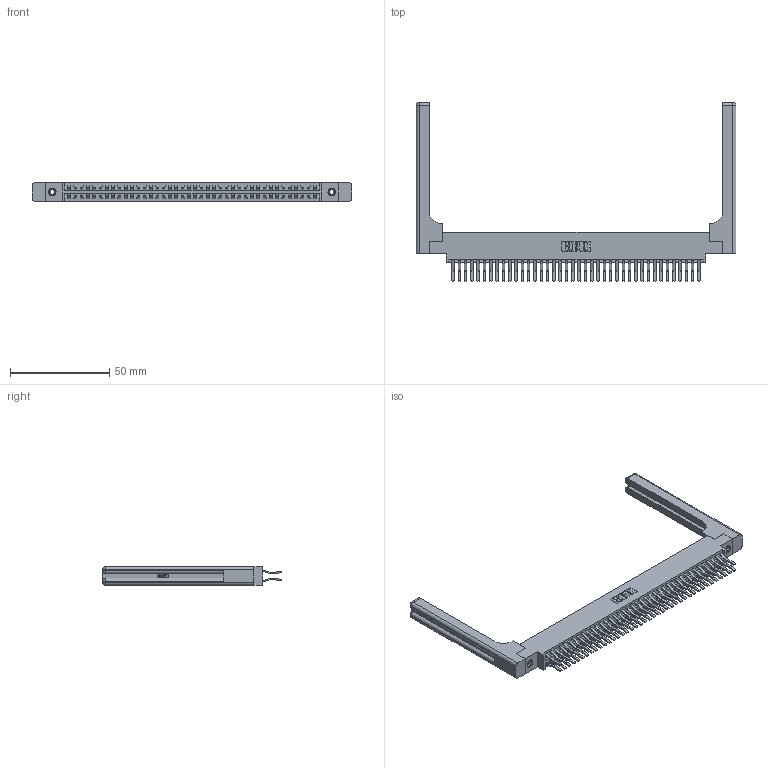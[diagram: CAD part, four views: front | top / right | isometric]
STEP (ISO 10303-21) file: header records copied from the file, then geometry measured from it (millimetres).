
FILE_DESCRIPTION (( 'STEP AP203' ), '1' );
FILE_NAME ('346-080-560-858.STEP', '2022-05-25T16:56:10', ( '' ), ( '' ), 'SwSTEP 2.0', 'SolidWorks 2020', '' );
FILE_SCHEMA (( 'CONFIG_CONTROL_DESIGN' ));
Length unit declared in the file: inch
Products named in the file (5): 346 Part_0.170 Offset - 0.156 Dia-TH; 346-220-058_345-220-058; 345-292-001_560 Tail; 346-080-560-858; 345-250-001_345-250-001-102
Assembly tree (85 placements, depth 2):
  346-080-560-858
    346 Part_0.170 Offset - 0.156 Dia-TH
    345-292-001_560 Tail  x80
    345-250-001_345-250-001-102  x2
    346-220-058_345-220-058  x2
Bounding box: 161.06 x 90.05 x 9.4 mm (x, y, z)
Volume: 23535.9 mm3; surface area: 28604.8 mm2
Topology: 85 solids, 85 shells, 4716 faces, 13923 edges, 9154 vertices
Faces by surface type: plane 3042, cylinder 1614, bspline 36, cone 12, sphere 8, torus 4
Entity records: 32192 total; most frequent: CARTESIAN_POINT 6323, ORIENTED_EDGE 5052, DIRECTION 4558, EDGE_CURVE 2526, VECTOR 2138, LINE 2138, VERTEX_POINT 1674, AXIS2_PLACEMENT_3D 1210
